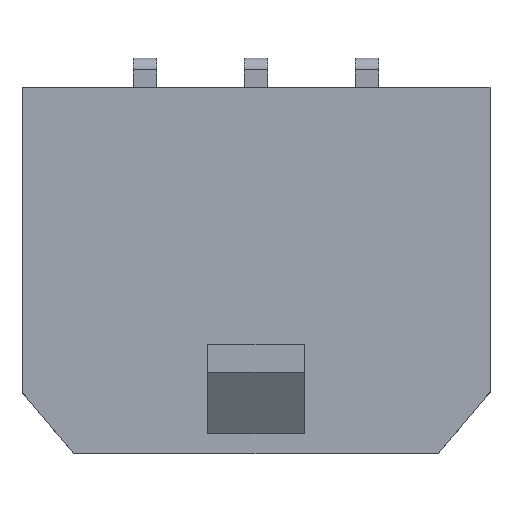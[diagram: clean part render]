
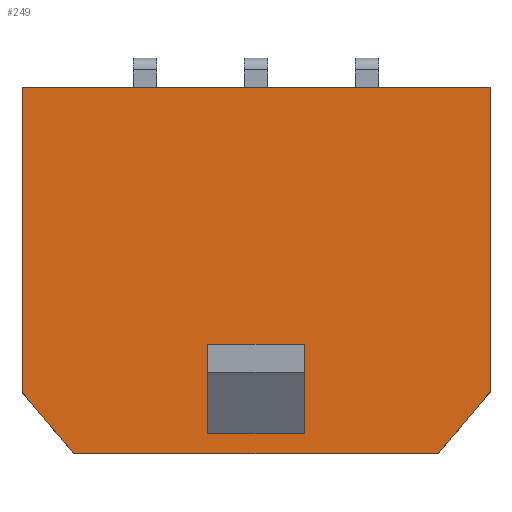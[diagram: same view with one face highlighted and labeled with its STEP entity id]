
A CAD part, top view. The second image highlights one B-rep face of the part: STEP entity #249.
In plain terms, the highlighted planar face has unit normal (0, 0, 1).
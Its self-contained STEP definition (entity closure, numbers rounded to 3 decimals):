
#249=ADVANCED_FACE('',(#560,#561),#412,.T.);
#412=PLANE('',#3087);
#560=FACE_BOUND('',#587,.T.);
#561=FACE_BOUND('',#588,.T.);
#587=EDGE_LOOP('',(#870,#871,#872,#873,#874,#875));
#588=EDGE_LOOP('',(#876,#877,#878,#879));
#870=ORIENTED_EDGE('',*,*,#1965,.F.);
#871=ORIENTED_EDGE('',*,*,#1948,.F.);
#872=ORIENTED_EDGE('',*,*,#1985,.T.);
#873=ORIENTED_EDGE('',*,*,#1957,.T.);
#874=ORIENTED_EDGE('',*,*,#1962,.F.);
#875=ORIENTED_EDGE('',*,*,#1980,.F.);
#876=ORIENTED_EDGE('',*,*,#1986,.T.);
#877=ORIENTED_EDGE('',*,*,#1987,.T.);
#878=ORIENTED_EDGE('',*,*,#1988,.F.);
#879=ORIENTED_EDGE('',*,*,#1989,.F.);
#1668=VERTEX_POINT('',#4218);
#1669=VERTEX_POINT('',#4220);
#1677=VERTEX_POINT('',#4237);
#1678=VERTEX_POINT('',#4239);
#1681=VERTEX_POINT('',#4247);
#1682=VERTEX_POINT('',#4251);
#1700=VERTEX_POINT('',#4294);
#1701=VERTEX_POINT('',#4295);
#1702=VERTEX_POINT('',#4297);
#1703=VERTEX_POINT('',#4299);
#1948=EDGE_CURVE('',#1668,#1669,#2372,.T.);
#1957=EDGE_CURVE('',#1678,#1677,#2381,.T.);
#1962=EDGE_CURVE('',#1681,#1677,#2386,.T.);
#1965=EDGE_CURVE('',#1669,#1682,#2389,.T.);
#1980=EDGE_CURVE('',#1682,#1681,#2404,.T.);
#1985=EDGE_CURVE('',#1668,#1678,#2409,.T.);
#1986=EDGE_CURVE('',#1700,#1701,#2410,.T.);
#1987=EDGE_CURVE('',#1701,#1702,#2411,.T.);
#1988=EDGE_CURVE('',#1703,#1702,#2412,.T.);
#1989=EDGE_CURVE('',#1700,#1703,#2413,.T.);
#2372=LINE('',#4219,#2764);
#2381=LINE('',#4238,#2773);
#2386=LINE('',#4248,#2778);
#2389=LINE('',#4254,#2781);
#2404=LINE('',#4284,#2796);
#2409=LINE('',#4292,#2801);
#2410=LINE('',#4293,#2802);
#2411=LINE('',#4296,#2803);
#2412=LINE('',#4298,#2804);
#2413=LINE('',#4300,#2805);
#2764=VECTOR('',#3364,1.);
#2773=VECTOR('',#3375,1.);
#2778=VECTOR('',#3382,1.);
#2781=VECTOR('',#3387,1.);
#2796=VECTOR('',#3404,1.);
#2801=VECTOR('',#3411,1.);
#2802=VECTOR('',#3412,1.);
#2803=VECTOR('',#3413,1.);
#2804=VECTOR('',#3414,1.);
#2805=VECTOR('',#3415,1.);
#3087=AXIS2_PLACEMENT_3D('',#4301,#3416,#3417);
#3364=DIRECTION('',(0.,-1.,0.));
#3375=DIRECTION('',(0.,-1.,0.));
#3382=DIRECTION('',(-0.643,0.766,0.));
#3387=DIRECTION('',(-0.643,-0.766,0.));
#3404=DIRECTION('',(-1.,0.,0.));
#3411=DIRECTION('',(-1.,0.,0.));
#3412=DIRECTION('',(-1.,0.,0.));
#3413=DIRECTION('',(0.,1.,0.));
#3414=DIRECTION('',(-1.,0.,0.));
#3415=DIRECTION('',(0.,1.,0.));
#3416=DIRECTION('',(0.,0.,1.));
#3417=DIRECTION('',(1.,0.,0.));
#4218=CARTESIAN_POINT('',(6.325,9.9,3.86));
#4219=CARTESIAN_POINT('',(6.325,9.9,3.86));
#4220=CARTESIAN_POINT('',(6.325,1.668,3.86));
#4237=CARTESIAN_POINT('',(-6.325,1.668,3.86));
#4238=CARTESIAN_POINT('',(-6.325,9.9,3.86));
#4239=CARTESIAN_POINT('',(-6.325,9.9,3.86));
#4247=CARTESIAN_POINT('',(-4.925,0.,3.86));
#4248=CARTESIAN_POINT('',(-4.925,0.,3.86));
#4251=CARTESIAN_POINT('',(4.925,0.,3.86));
#4254=CARTESIAN_POINT('',(6.325,1.668,3.86));
#4284=CARTESIAN_POINT('',(6.325,0.,3.86));
#4292=CARTESIAN_POINT('',(6.325,9.9,3.86));
#4293=CARTESIAN_POINT('',(1.3,0.54,3.86));
#4294=CARTESIAN_POINT('',(1.3,0.54,3.86));
#4295=CARTESIAN_POINT('',(-1.3,0.54,3.86));
#4296=CARTESIAN_POINT('',(-1.3,0.54,3.86));
#4297=CARTESIAN_POINT('',(-1.3,2.95,3.86));
#4298=CARTESIAN_POINT('',(1.3,2.95,3.86));
#4299=CARTESIAN_POINT('',(1.3,2.95,3.86));
#4300=CARTESIAN_POINT('',(1.3,0.54,3.86));
#4301=CARTESIAN_POINT('',(6.325,9.9,3.86));
